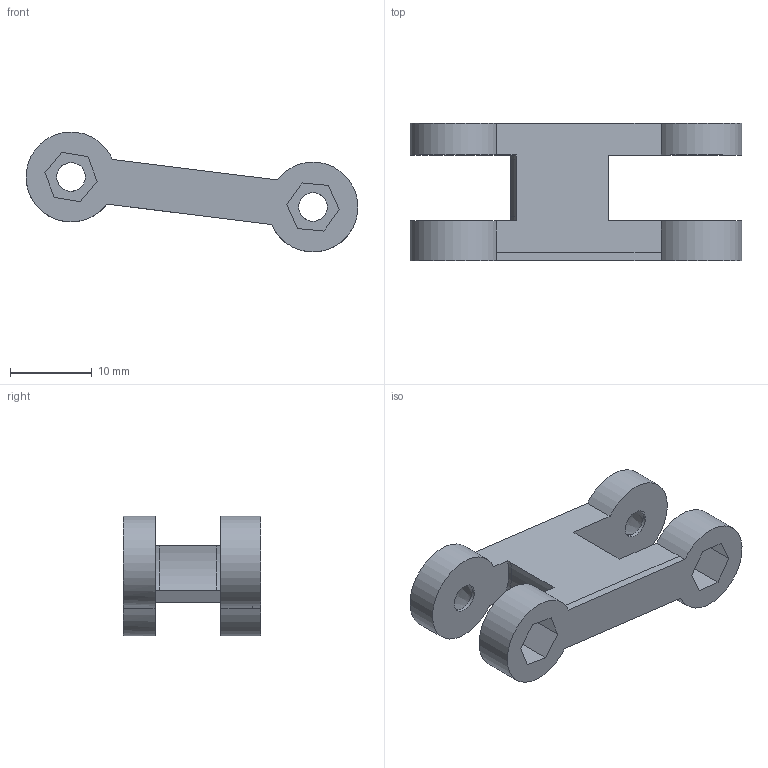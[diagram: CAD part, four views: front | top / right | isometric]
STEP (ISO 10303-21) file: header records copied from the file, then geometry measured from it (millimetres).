
FILE_DESCRIPTION((''),'2;1');
FILE_NAME('UMLENKUNG_RECHTS','2025-04-26T18:48:02',('ZOMBULLI'),('CARL ZEISS'),'CREO PARAMETRIC BY PTC INC, 2024014','CREO PARAMETRIC BY PTC INC, 2024014','');
FILE_SCHEMA(('AUTOMOTIVE_DESIGN { 1 0 10303 214 1 1 1 1 }'));
Length unit declared in the file: millimetre
Products named in the file (1): UMLENKUNG_RECHTS
Bounding box: 40.57 x 16.84 x 14.67 mm (x, y, z)
Volume: 2650.6 mm3; surface area: 2327.7 mm2
Topology: 1 solids, 1 shells, 40 faces, 125 edges, 87 vertices
Faces by surface type: plane 22, cylinder 14, cone 4
Entity records: 1933 total; most frequent: CARTESIAN_POINT 255, DIRECTION 250, ORIENTED_EDGE 250, PRESENTATION_STYLE_ASSIGNMENT 126, STYLED_ITEM 126, CURVE_STYLE 125, EDGE_CURVE 125, VERTEX_POINT 87
